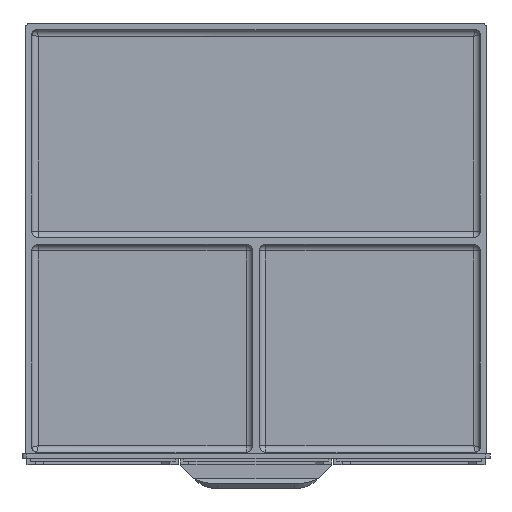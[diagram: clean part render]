
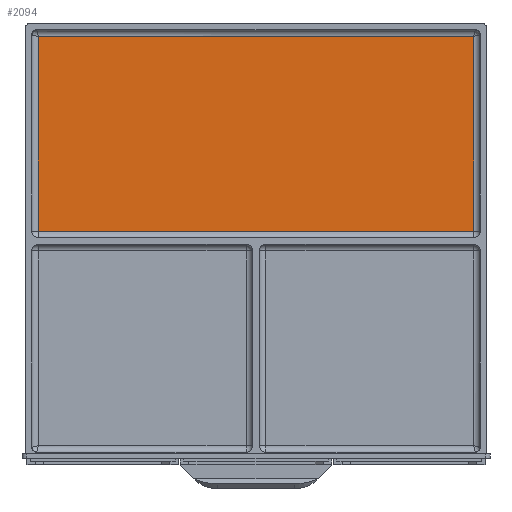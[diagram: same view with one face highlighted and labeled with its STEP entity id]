
A CAD part, top view. The second image highlights one B-rep face of the part: STEP entity #2094.
In plain terms, the highlighted planar face has unit normal (0, 0, 1).
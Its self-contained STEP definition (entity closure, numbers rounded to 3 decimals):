
#29=PLANE('',#2268);
#117=LINE('',#3210,#354);
#120=LINE('',#3218,#357);
#124=LINE('',#3227,#361);
#127=LINE('',#3231,#364);
#354=VECTOR('',#2510,10.);
#357=VECTOR('',#2519,10.);
#361=VECTOR('',#2529,10.);
#364=VECTOR('',#2534,10.);
#646=FACE_OUTER_BOUND('',#772,.T.);
#772=EDGE_LOOP('',(#1548,#1549,#1550,#1551));
#966=VERTEX_POINT('',#3155);
#969=VERTEX_POINT('',#3191);
#970=VERTEX_POINT('',#3195);
#973=VERTEX_POINT('',#3202);
#1180=EDGE_CURVE('',#973,#969,#117,.T.);
#1184=EDGE_CURVE('',#970,#973,#120,.T.);
#1189=EDGE_CURVE('',#966,#970,#124,.T.);
#1192=EDGE_CURVE('',#969,#966,#127,.T.);
#1548=ORIENTED_EDGE('',*,*,#1180,.F.);
#1549=ORIENTED_EDGE('',*,*,#1184,.F.);
#1550=ORIENTED_EDGE('',*,*,#1189,.F.);
#1551=ORIENTED_EDGE('',*,*,#1192,.F.);
#2094=ADVANCED_FACE('',(#646),#29,.F.);
#2268=AXIS2_PLACEMENT_3D('',#3248,#2553,#2554);
#2510=DIRECTION('',(0.,1.,0.));
#2519=DIRECTION('',(-1.,0.,0.));
#2529=DIRECTION('',(0.,-1.,0.));
#2534=DIRECTION('',(1.,0.,0.));
#2553=DIRECTION('center_axis',(0.,0.,-1.));
#2554=DIRECTION('ref_axis',(-1.,0.,0.));
#3155=CARTESIAN_POINT('',(65.39,61.471,-16.33));
#3191=CARTESIAN_POINT('',(-65.39,61.471,-16.33));
#3195=CARTESIAN_POINT('',(65.39,2.96,-16.33));
#3202=CARTESIAN_POINT('',(-65.39,2.96,-16.33));
#3210=CARTESIAN_POINT('',(-65.39,32.696,-16.33));
#3218=CARTESIAN_POINT('',(33.695,2.96,-16.33));
#3227=CARTESIAN_POINT('',(65.39,-32.696,-16.33));
#3231=CARTESIAN_POINT('',(34.655,61.471,-16.33));
#3248=CARTESIAN_POINT('Origin',(0.,0.,-16.33));
